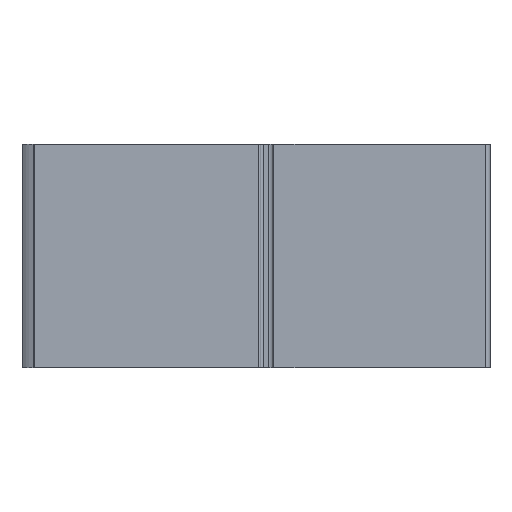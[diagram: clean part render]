
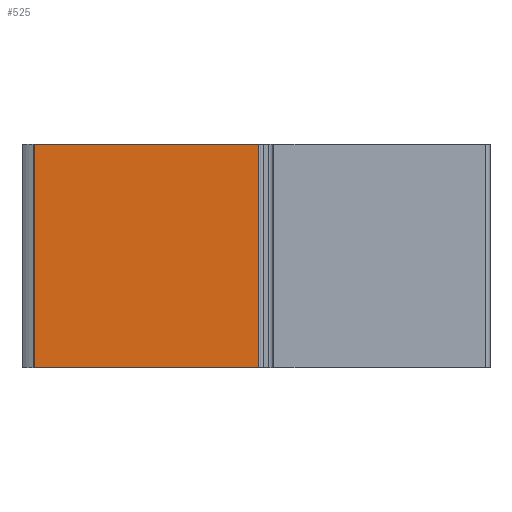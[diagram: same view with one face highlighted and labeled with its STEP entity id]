
A CAD part, top view. The second image highlights one B-rep face of the part: STEP entity #525.
In plain terms, the highlighted planar face has unit normal (0, 0, 1).
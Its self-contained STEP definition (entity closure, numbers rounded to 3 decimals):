
#525 = ADVANCED_FACE( '', ( #1081 ), #1082, .F. );
#1081 = FACE_OUTER_BOUND( '', #1657, .T. );
#1082 = PLANE( '', #1658 );
#1657 = EDGE_LOOP( '', ( #3366, #3367, #3368, #3369 ) );
#1658 = AXIS2_PLACEMENT_3D( '', #3370, #3371, #3372 );
#3366 = ORIENTED_EDGE( '', *, *, #4249, .T. );
#3367 = ORIENTED_EDGE( '', *, *, #3934, .F. );
#3368 = ORIENTED_EDGE( '', *, *, #4091, .F. );
#3369 = ORIENTED_EDGE( '', *, *, #4274, .T. );
#3370 = CARTESIAN_POINT( '', ( -98.925, 100., 2.55 ) );
#3371 = DIRECTION( '', ( 0., 0., -1. ) );
#3372 = DIRECTION( '', ( -1., 0., 0. ) );
#3934 = EDGE_CURVE( '', #4902, #4900, #4904, .T. );
#4091 = EDGE_CURVE( '', #5144, #4902, #5146, .T. );
#4249 = EDGE_CURVE( '', #5357, #4900, #5358, .T. );
#4274 = EDGE_CURVE( '', #5144, #5357, #5386, .T. );
#4900 = VERTEX_POINT( '', #6189 );
#4902 = VERTEX_POINT( '', #6191 );
#4904 = LINE( '', #6193, #6194 );
#5144 = VERTEX_POINT( '', #6504 );
#5146 = LINE( '', #6506, #6507 );
#5357 = VERTEX_POINT( '', #6789 );
#5358 = LINE( '', #6790, #6791 );
#5386 = LINE( '', #6825, #6826 );
#6189 = CARTESIAN_POINT( '', ( 1.275, 0., 2.55 ) );
#6191 = CARTESIAN_POINT( '', ( 1.275, 100., 2.55 ) );
#6193 = CARTESIAN_POINT( '', ( 1.275, 100., 2.55 ) );
#6194 = VECTOR( '', #7331, 1000. );
#6504 = CARTESIAN_POINT( '', ( -98.925, 100., 2.55 ) );
#6506 = CARTESIAN_POINT( '', ( -98.925, 100., 2.55 ) );
#6507 = VECTOR( '', #7597, 1000. );
#6789 = CARTESIAN_POINT( '', ( -98.925, 0., 2.55 ) );
#6790 = CARTESIAN_POINT( '', ( -98.925, 0., 2.55 ) );
#6791 = VECTOR( '', #7840, 1000. );
#6825 = CARTESIAN_POINT( '', ( -98.925, 100., 2.55 ) );
#6826 = VECTOR( '', #7877, 1000. );
#7331 = DIRECTION( '', ( 0., -1., 0. ) );
#7597 = DIRECTION( '', ( 1., 0., 0. ) );
#7840 = DIRECTION( '', ( 1., 0., 0. ) );
#7877 = DIRECTION( '', ( 0., -1., 0. ) );
